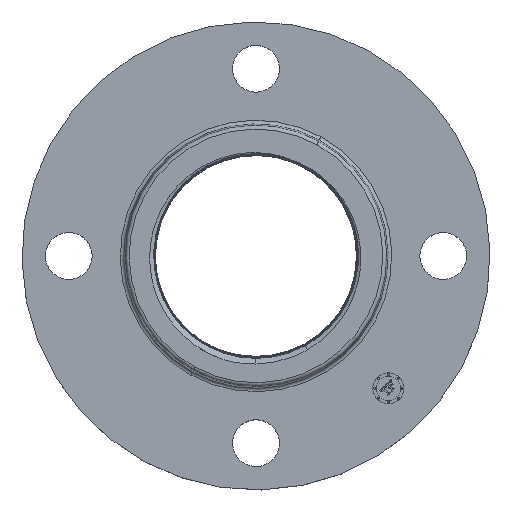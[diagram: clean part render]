
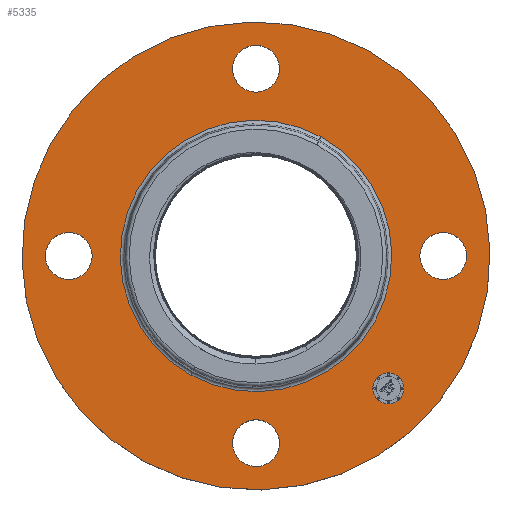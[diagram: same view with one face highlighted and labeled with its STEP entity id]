
A CAD part, top view. The second image highlights one B-rep face of the part: STEP entity #5335.
In plain terms, the highlighted planar face has unit normal (0, 0, 1).
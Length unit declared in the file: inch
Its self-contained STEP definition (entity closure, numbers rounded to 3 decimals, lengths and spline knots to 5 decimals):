
#349=AXIS2_PLACEMENT_3D('Circle Axis2P3D',#347,#348,$) ;
#366=AXIS2_PLACEMENT_3D('Circle Axis2P3D',#364,#365,$) ;
#406=AXIS2_PLACEMENT_3D('Circle Axis2P3D',#404,#405,$) ;
#423=AXIS2_PLACEMENT_3D('Circle Axis2P3D',#421,#422,$) ;
#463=AXIS2_PLACEMENT_3D('Circle Axis2P3D',#461,#462,$) ;
#480=AXIS2_PLACEMENT_3D('Circle Axis2P3D',#478,#479,$) ;
#684=AXIS2_PLACEMENT_3D('Circle Axis2P3D',#682,#683,$) ;
#710=AXIS2_PLACEMENT_3D('Circle Axis2P3D',#708,#709,$) ;
#734=AXIS2_PLACEMENT_3D('Circle Axis2P3D',#732,#733,$) ;
#753=AXIS2_PLACEMENT_3D('Circle Axis2P3D',#751,#752,$) ;
#784=AXIS2_PLACEMENT_3D('Circle Axis2P3D',#782,#783,$) ;
#796=AXIS2_PLACEMENT_3D('Circle Axis2P3D',#794,#795,$) ;
#5291=AXIS2_PLACEMENT_3D('Plane Axis2P3D',#5288,#5289,#5290) ;
#5319=AXIS2_PLACEMENT_3D('Circle Axis2P3D',#5317,#5318,$) ;
#5328=AXIS2_PLACEMENT_3D('Circle Axis2P3D',#5326,#5327,$) ;
#330=CARTESIAN_POINT('Vertex',(-0.17978,-3.32909,0.88)) ;
#344=CARTESIAN_POINT('Vertex',(0.17978,-2.67091,0.88)) ;
#347=CARTESIAN_POINT('Axis2P3D Location',(0.,-3.,0.88)) ;
#364=CARTESIAN_POINT('Axis2P3D Location',(0.,-3.,0.88)) ;
#387=CARTESIAN_POINT('Vertex',(-3.32909,0.17978,0.88)) ;
#401=CARTESIAN_POINT('Vertex',(-2.67091,-0.17978,0.88)) ;
#404=CARTESIAN_POINT('Axis2P3D Location',(-3.,0.,0.88)) ;
#421=CARTESIAN_POINT('Axis2P3D Location',(-3.,0.,0.88)) ;
#444=CARTESIAN_POINT('Vertex',(0.17978,3.32909,0.88)) ;
#458=CARTESIAN_POINT('Vertex',(-0.17978,2.67091,0.88)) ;
#461=CARTESIAN_POINT('Axis2P3D Location',(0.,3.,0.88)) ;
#478=CARTESIAN_POINT('Axis2P3D Location',(0.,3.,0.88)) ;
#682=CARTESIAN_POINT('Axis2P3D Location',(0.,0.,0.88)) ;
#686=CARTESIAN_POINT('Vertex',(-1.04292,-1.90905,0.88)) ;
#688=CARTESIAN_POINT('Vertex',(1.04292,1.90905,0.88)) ;
#708=CARTESIAN_POINT('Axis2P3D Location',(0.,0.,0.88)) ;
#729=CARTESIAN_POINT('Vertex',(1.79785,3.29093,0.88)) ;
#732=CARTESIAN_POINT('Axis2P3D Location',(0.,0.,0.88)) ;
#736=CARTESIAN_POINT('Vertex',(-1.79785,-3.29093,0.88)) ;
#751=CARTESIAN_POINT('Axis2P3D Location',(0.,0.,0.88)) ;
#772=CARTESIAN_POINT('Vertex',(3.32909,-0.17978,0.88)) ;
#779=CARTESIAN_POINT('Vertex',(2.67091,0.17978,0.88)) ;
#782=CARTESIAN_POINT('Axis2P3D Location',(3.,0.,0.88)) ;
#794=CARTESIAN_POINT('Axis2P3D Location',(3.,0.,0.88)) ;
#5288=CARTESIAN_POINT('Axis2P3D Location',(0.,3.75,0.88)) ;
#5317=CARTESIAN_POINT('Axis2P3D Location',(2.12132,-2.12132,0.88)) ;
#5321=CARTESIAN_POINT('Vertex',(2.29633,-1.94631,0.88)) ;
#5323=CARTESIAN_POINT('Vertex',(1.94631,-2.29633,0.88)) ;
#5326=CARTESIAN_POINT('Axis2P3D Location',(2.12132,-2.12132,0.88)) ;
#348=DIRECTION('Axis2P3D Direction',(0.,-0.,-0.039)) ;
#365=DIRECTION('Axis2P3D Direction',(0.,-0.,-0.039)) ;
#405=DIRECTION('Axis2P3D Direction',(-0.,0.,-0.039)) ;
#422=DIRECTION('Axis2P3D Direction',(-0.,0.,-0.039)) ;
#462=DIRECTION('Axis2P3D Direction',(0.,0.,-0.039)) ;
#479=DIRECTION('Axis2P3D Direction',(0.,0.,-0.039)) ;
#683=DIRECTION('Axis2P3D Direction',(0.,0.,-0.039)) ;
#709=DIRECTION('Axis2P3D Direction',(0.,0.,-0.039)) ;
#733=DIRECTION('Axis2P3D Direction',(0.,0.,-0.039)) ;
#752=DIRECTION('Axis2P3D Direction',(0.,0.,-0.039)) ;
#783=DIRECTION('Axis2P3D Direction',(0.,-0.,-0.039)) ;
#795=DIRECTION('Axis2P3D Direction',(0.,-0.,-0.039)) ;
#5289=DIRECTION('Axis2P3D Direction',(0.,0.,-0.039)) ;
#5290=DIRECTION('Axis2P3D XDirection',(0.039,0.,0.)) ;
#5318=DIRECTION('Axis2P3D Direction',(0.,0.,-0.039)) ;
#5327=DIRECTION('Axis2P3D Direction',(0.,0.,-0.039)) ;
#5294=ORIENTED_EDGE('',*,*,#738,.F.) ;
#5295=ORIENTED_EDGE('',*,*,#755,.F.) ;
#5298=ORIENTED_EDGE('',*,*,#798,.T.) ;
#5299=ORIENTED_EDGE('',*,*,#786,.T.) ;
#5302=ORIENTED_EDGE('',*,*,#690,.T.) ;
#5303=ORIENTED_EDGE('',*,*,#712,.T.) ;
#5306=ORIENTED_EDGE('',*,*,#351,.T.) ;
#5307=ORIENTED_EDGE('',*,*,#368,.T.) ;
#5310=ORIENTED_EDGE('',*,*,#408,.T.) ;
#5311=ORIENTED_EDGE('',*,*,#425,.T.) ;
#5314=ORIENTED_EDGE('',*,*,#465,.T.) ;
#5315=ORIENTED_EDGE('',*,*,#482,.T.) ;
#5332=ORIENTED_EDGE('',*,*,#5325,.T.) ;
#5333=ORIENTED_EDGE('',*,*,#5330,.T.) ;
#5300=FACE_BOUND('',#5297,.T.) ;
#5304=FACE_BOUND('',#5301,.T.) ;
#5308=FACE_BOUND('',#5305,.T.) ;
#5312=FACE_BOUND('',#5309,.T.) ;
#5316=FACE_BOUND('',#5313,.T.) ;
#5334=FACE_BOUND('',#5331,.T.) ;
#5335=ADVANCED_FACE('PartBody',(#5296,#5300,#5304,#5308,#5312,#5316,#5334),#5292,.F.) ;
#350=CIRCLE('generated circle',#349,0.375) ;
#367=CIRCLE('generated circle',#366,0.375) ;
#407=CIRCLE('generated circle',#406,0.375) ;
#424=CIRCLE('generated circle',#423,0.375) ;
#464=CIRCLE('generated circle',#463,0.375) ;
#481=CIRCLE('generated circle',#480,0.375) ;
#685=CIRCLE('generated circle',#684,2.17535) ;
#711=CIRCLE('generated circle',#710,2.17535) ;
#735=CIRCLE('generated circle',#734,3.75) ;
#754=CIRCLE('generated circle',#753,3.75) ;
#785=CIRCLE('generated circle',#784,0.375) ;
#797=CIRCLE('generated circle',#796,0.375) ;
#5320=CIRCLE('generated circle',#5319,0.2475) ;
#5329=CIRCLE('generated circle',#5328,0.2475) ;
#351=EDGE_CURVE('',#331,#345,#350,.T.) ;
#368=EDGE_CURVE('',#345,#331,#367,.T.) ;
#408=EDGE_CURVE('',#388,#402,#407,.T.) ;
#425=EDGE_CURVE('',#402,#388,#424,.T.) ;
#465=EDGE_CURVE('',#445,#459,#464,.T.) ;
#482=EDGE_CURVE('',#459,#445,#481,.T.) ;
#690=EDGE_CURVE('',#687,#689,#685,.T.) ;
#712=EDGE_CURVE('',#689,#687,#711,.T.) ;
#738=EDGE_CURVE('',#730,#737,#735,.T.) ;
#755=EDGE_CURVE('',#737,#730,#754,.T.) ;
#786=EDGE_CURVE('',#773,#780,#785,.T.) ;
#798=EDGE_CURVE('',#780,#773,#797,.T.) ;
#5325=EDGE_CURVE('',#5322,#5324,#5320,.T.) ;
#5330=EDGE_CURVE('',#5324,#5322,#5329,.T.) ;
#5293=EDGE_LOOP('',(#5294,#5295)) ;
#5297=EDGE_LOOP('',(#5298,#5299)) ;
#5301=EDGE_LOOP('',(#5302,#5303)) ;
#5305=EDGE_LOOP('',(#5306,#5307)) ;
#5309=EDGE_LOOP('',(#5310,#5311)) ;
#5313=EDGE_LOOP('',(#5314,#5315)) ;
#5331=EDGE_LOOP('',(#5332,#5333)) ;
#5296=FACE_OUTER_BOUND('',#5293,.T.) ;
#5292=PLANE('',#5291) ;
#331=VERTEX_POINT('',#330) ;
#345=VERTEX_POINT('',#344) ;
#388=VERTEX_POINT('',#387) ;
#402=VERTEX_POINT('',#401) ;
#445=VERTEX_POINT('',#444) ;
#459=VERTEX_POINT('',#458) ;
#687=VERTEX_POINT('',#686) ;
#689=VERTEX_POINT('',#688) ;
#730=VERTEX_POINT('',#729) ;
#737=VERTEX_POINT('',#736) ;
#773=VERTEX_POINT('',#772) ;
#780=VERTEX_POINT('',#779) ;
#5322=VERTEX_POINT('',#5321) ;
#5324=VERTEX_POINT('',#5323) ;
